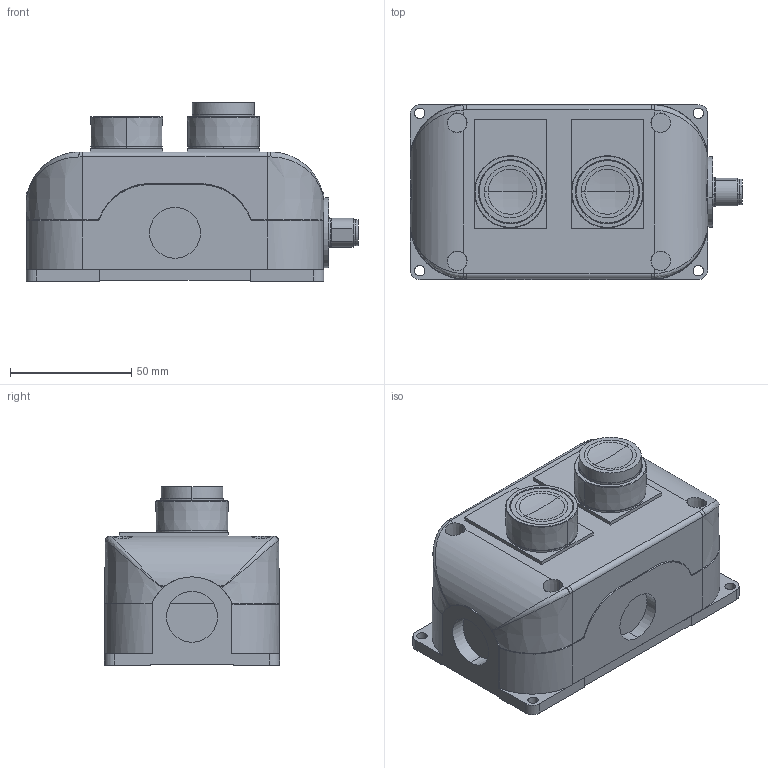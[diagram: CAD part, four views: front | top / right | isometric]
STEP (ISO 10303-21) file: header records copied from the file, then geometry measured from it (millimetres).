
FILE_DESCRIPTION (( 'STEP AP203' ), '1' );
FILE_NAME ('SB214-044-G-M.step', '2025-02-06T16:44:04', ( '' ), ( '' ), 'SwSTEP 2.0', 'SolidWorks 2024', '' );
FILE_SCHEMA (( 'CONFIG_CONTROL_DESIGN' ));
Length unit declared in the file: inch
Products named in the file (1): SB214-044-G-M
Bounding box: 137.05 x 72.29 x 73.7 mm (x, y, z)
Volume: 276862.2 mm3; surface area: 88632.3 mm2
Topology: 16 solids, 35 shells, 692 faces, 1643 edges, 1067 vertices
Faces by surface type: plane 274, cylinder 243, cone 92, bspline 83
Entity records: 25763 total; most frequent: CARTESIAN_POINT 10260, ORIENTED_EDGE 3246, DIRECTION 3095, EDGE_CURVE 1623, AXIS2_PLACEMENT_3D 1192, VERTEX_POINT 1067, EDGE_LOOP 784, VECTOR 711
